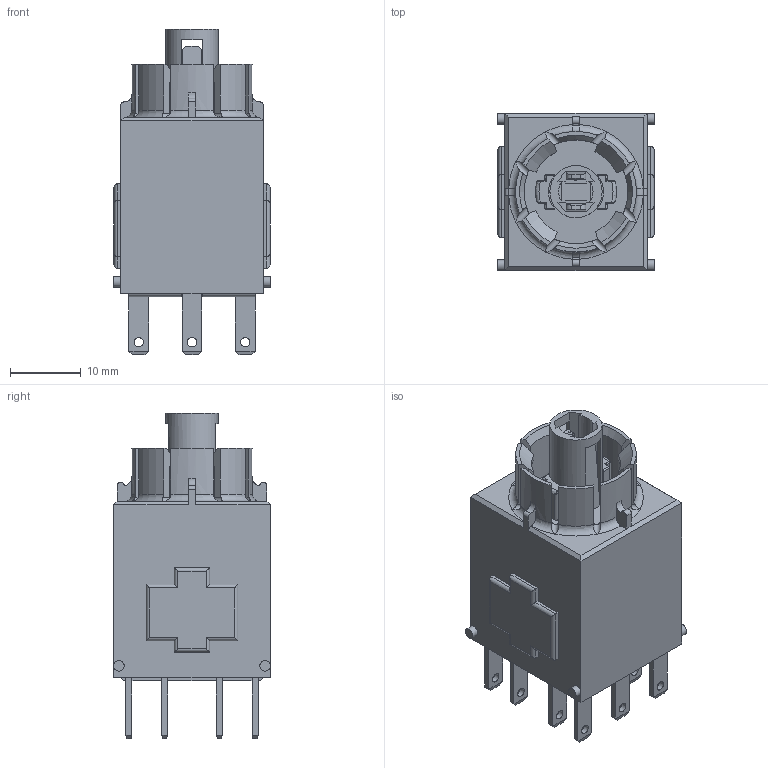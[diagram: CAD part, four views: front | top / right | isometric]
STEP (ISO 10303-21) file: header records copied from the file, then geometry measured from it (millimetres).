
FILE_DESCRIPTION(/* description */ (''),/* implementation_level */ '2;1');
FILE_NAME(/* name */ 'ATL2_ipt.stp',/* time_stamp */ '2015-09-21T11:31:09+02:00',/* author */ ('mharscher'),/* organization */ (''),/* preprocessor_version */ 'ST-DEVELOPER v15.2',/* originating_system */ 'Autodesk Inventor 2014',/* authorisation */ '');
FILE_SCHEMA (('CONFIG_CONTROL_DESIGN'));
Length unit declared in the file: millimetre
Products named in the file (1): ATL2
Bounding box: 22.2 x 22.2 x 46.15 mm (x, y, z)
Volume: 12385.1 mm3; surface area: 5369.6 mm2
Topology: 1 solids, 1 shells, 1230 faces, 3483 edges, 2268 vertices
Faces by surface type: plane 1076, cylinder 102, torus 22, bspline 16, cone 10, sphere 4
Full cylindrical faces by diameter (mm): 1.3 x8, 1.35 x2, 1.5 x4, 7.4 x1, 14.7 x1
Entity records: 40200 total; most frequent: CARTESIAN_POINT 8608, ORIENTED_EDGE 6894, DIRECTION 5963, EDGE_CURVE 3447, LINE 3085, VECTOR 3085, VERTEX_POINT 2262, AXIS2_PLACEMENT_3D 1439
